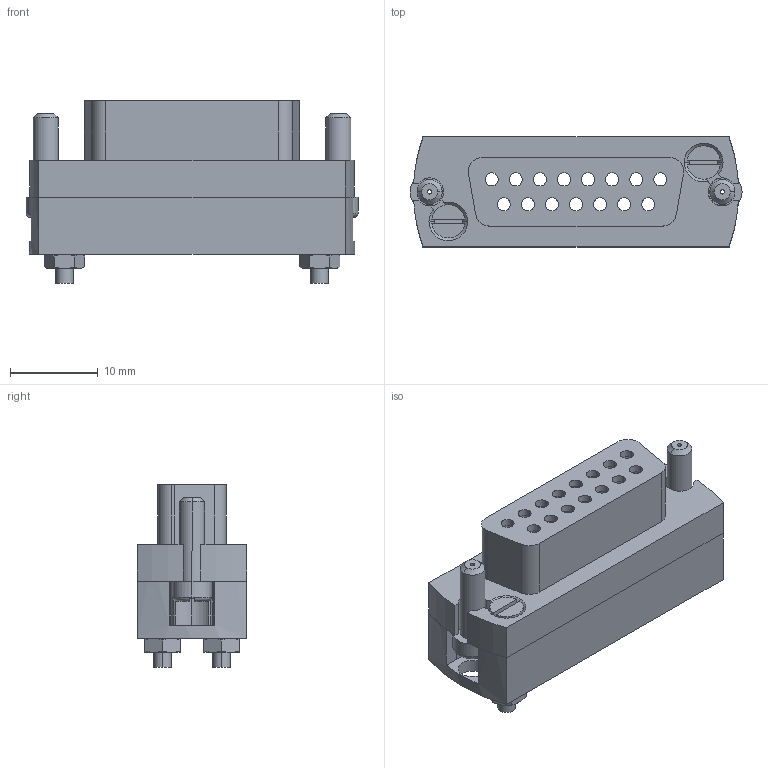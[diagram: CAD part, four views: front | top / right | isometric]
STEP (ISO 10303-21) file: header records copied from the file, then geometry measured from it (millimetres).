
FILE_DESCRIPTION (( 'STEP AP214' ), '1' );
FILE_NAME ('211-FS15-UHV-01.STEP', '2023-03-27T07:28:45', ( '' ), ( '' ), 'SwSTEP 2.0', 'SolidWorks 2017', '' );
FILE_SCHEMA (( 'AUTOMOTIVE_DESIGN' ));
Length unit declared in the file: millimetre
Products named in the file (6): ISO 2009 - M2 x 14 --- 14C_ISO 2009 - M2 x 14 --- 14C; Hexagon Nut ISO 4032 - M2 - D - N_Hexagon Nut ISO 4032 - M2 - D - N; 211-FS15-UHV-01; 903-SCREW-4-40-3_8-B; 9211-FSX-UHV-BP_9211-FS15-UHV-BP; 9211-FSX-UHV-FP_9211-FS15-UHV-FP
Assembly tree (8 placements, depth 2):
  211-FS15-UHV-01
    9211-FSX-UHV-FP_9211-FS15-UHV-FP
    9211-FSX-UHV-BP_9211-FS15-UHV-BP
    903-SCREW-4-40-3_8-B  x2
    ISO 2009 - M2 x 14 --- 14C_ISO 2009 - M2 x 14 --- 14C  x2
    Hexagon Nut ISO 4032 - M2 - D - N_Hexagon Nut ISO 4032 - M2 - D - N  x2
Bounding box: 37.78 x 12.5 x 20.8 mm (x, y, z)
Volume: 5116.5 mm3; surface area: 5636.8 mm2
Topology: 8 solids, 8 shells, 394 faces, 952 edges, 586 vertices
Faces by surface type: cylinder 186, cone 106, plane 94, torus 8
Entity records: 10460 total; most frequent: DIRECTION 1910, CARTESIAN_POINT 1832, ORIENTED_EDGE 1644, EDGE_CURVE 822, AXIS2_PLACEMENT_3D 778, VERTEX_POINT 508, CIRCLE 432, EDGE_LOOP 426
